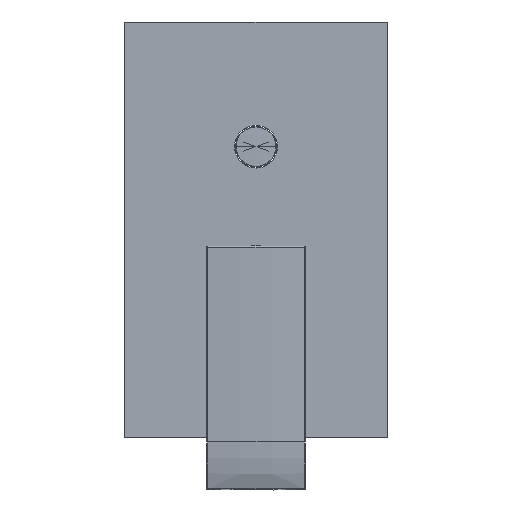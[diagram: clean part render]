
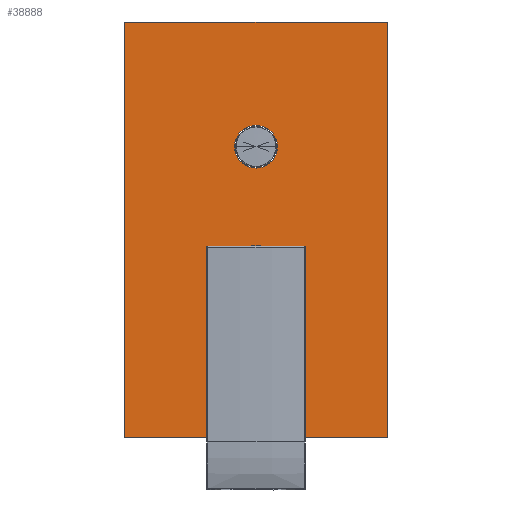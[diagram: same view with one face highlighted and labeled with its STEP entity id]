
A CAD part, top view. The second image highlights one B-rep face of the part: STEP entity #38888.
In plain terms, the highlighted planar face has unit normal (0, 0, 1).
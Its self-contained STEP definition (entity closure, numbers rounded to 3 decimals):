
#38693=DIRECTION('',(0.,1.,0.));
#38694=VECTOR('',#38693,190.);
#38695=CARTESIAN_POINT('',(60.,-65.,52.7));
#38696=LINE('',#38695,#38694);
#38697=DIRECTION('',(1.,0.,0.));
#38698=VECTOR('',#38697,120.);
#38699=CARTESIAN_POINT('',(-60.,-65.,52.7));
#38700=LINE('',#38699,#38698);
#38701=DIRECTION('',(0.,-1.,0.));
#38702=VECTOR('',#38701,190.);
#38703=CARTESIAN_POINT('',(-60.,125.,52.7));
#38704=LINE('',#38703,#38702);
#38705=DIRECTION('',(-1.,0.,0.));
#38706=VECTOR('',#38705,120.);
#38707=CARTESIAN_POINT('',(60.,125.,52.7));
#38708=LINE('',#38707,#38706);
#38709=CARTESIAN_POINT('',(0.,0.,52.7));
#38710=DIRECTION('',(0.,0.,-1.));
#38711=DIRECTION('',(-1.,0.,0.));
#38712=AXIS2_PLACEMENT_3D('',#38709,#38710,#38711);
#38714=CARTESIAN_POINT('',(0.,0.,52.7));
#38715=DIRECTION('',(0.,0.,-1.));
#38716=DIRECTION('',(1.,0.,0.));
#38717=AXIS2_PLACEMENT_3D('',#38714,#38715,#38716);
#38719=CARTESIAN_POINT('',(0.,68.,52.7));
#38720=DIRECTION('',(0.,0.,-1.));
#38721=DIRECTION('',(-1.,0.,0.));
#38722=AXIS2_PLACEMENT_3D('',#38719,#38720,#38721);
#38724=CARTESIAN_POINT('',(0.,68.,52.7));
#38725=DIRECTION('',(0.,0.,-1.));
#38726=DIRECTION('',(1.,0.,0.));
#38727=AXIS2_PLACEMENT_3D('',#38724,#38725,#38726);
#38769=CARTESIAN_POINT('',(-22.8,0.,52.7));
#38770=CARTESIAN_POINT('',(22.8,0.,52.7));
#38771=VERTEX_POINT('',#38769);
#38772=VERTEX_POINT('',#38770);
#38773=CARTESIAN_POINT('',(-9.75,68.,52.7));
#38774=CARTESIAN_POINT('',(9.75,68.,52.7));
#38775=VERTEX_POINT('',#38773);
#38776=VERTEX_POINT('',#38774);
#38777=CARTESIAN_POINT('',(60.,-65.,52.7));
#38778=CARTESIAN_POINT('',(60.,125.,52.7));
#38779=VERTEX_POINT('',#38777);
#38780=VERTEX_POINT('',#38778);
#38781=CARTESIAN_POINT('',(-60.,125.,52.7));
#38782=VERTEX_POINT('',#38781);
#38783=CARTESIAN_POINT('',(-60.,-65.,52.7));
#38784=VERTEX_POINT('',#38783);
#38863=CARTESIAN_POINT('',(0.,30.,52.7));
#38864=DIRECTION('',(0.,0.,1.));
#38865=DIRECTION('',(-1.,0.,0.));
#38866=AXIS2_PLACEMENT_3D('',#38863,#38864,#38865);
#38867=PLANE('',#38866);
#38868=ORIENTED_EDGE('',*,*,#38849,.F.);
#38869=ORIENTED_EDGE('',*,*,#38794,.F.);
#38871=ORIENTED_EDGE('',*,*,#38870,.F.);
#38873=ORIENTED_EDGE('',*,*,#38872,.F.);
#38874=EDGE_LOOP('',(#38868,#38869,#38871,#38873));
#38875=FACE_OUTER_BOUND('',#38874,.F.);
#38877=ORIENTED_EDGE('',*,*,#38876,.F.);
#38879=ORIENTED_EDGE('',*,*,#38878,.F.);
#38880=EDGE_LOOP('',(#38877,#38879));
#38881=FACE_BOUND('',#38880,.F.);
#38883=ORIENTED_EDGE('',*,*,#38882,.F.);
#38885=ORIENTED_EDGE('',*,*,#38884,.F.);
#38886=EDGE_LOOP('',(#38883,#38885));
#38887=FACE_BOUND('',#38886,.F.);
#38888=ADVANCED_FACE('',(#38875,#38881,#38887),#38867,.T.);
#38713=CIRCLE('',#38712,22.8);
#38718=CIRCLE('',#38717,22.8);
#38723=CIRCLE('',#38722,9.75);
#38728=CIRCLE('',#38727,9.75);
#38794=EDGE_CURVE('',#38784,#38779,#38700,.T.);
#38849=EDGE_CURVE('',#38779,#38780,#38696,.T.);
#38870=EDGE_CURVE('',#38782,#38784,#38704,.T.);
#38872=EDGE_CURVE('',#38780,#38782,#38708,.T.);
#38876=EDGE_CURVE('',#38771,#38772,#38713,.T.);
#38878=EDGE_CURVE('',#38772,#38771,#38718,.T.);
#38882=EDGE_CURVE('',#38775,#38776,#38723,.T.);
#38884=EDGE_CURVE('',#38776,#38775,#38728,.T.);
